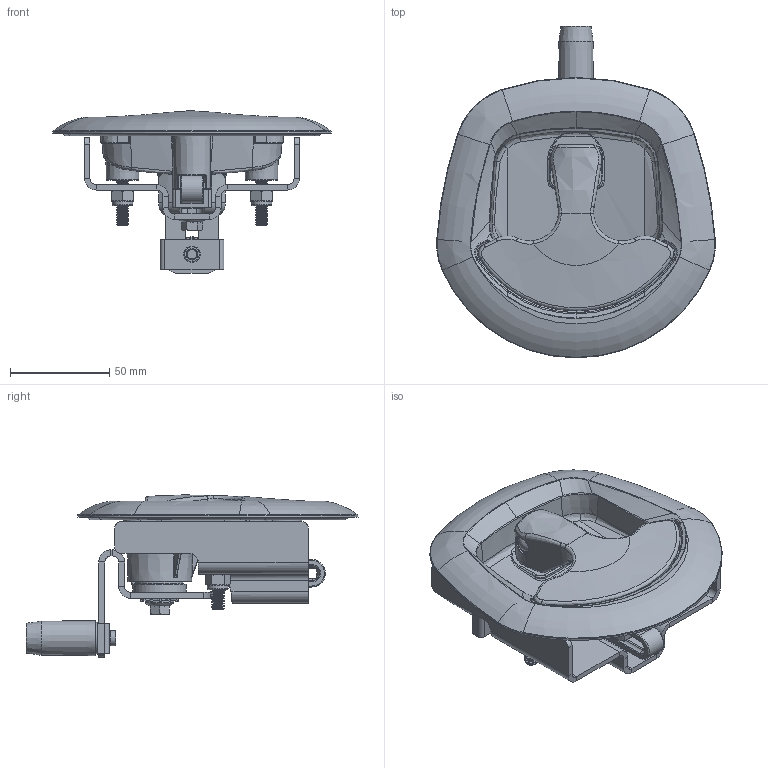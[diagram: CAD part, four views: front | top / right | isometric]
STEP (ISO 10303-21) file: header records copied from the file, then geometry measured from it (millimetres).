
FILE_DESCRIPTION(/* description */ ('KEY LOCKING SINGLE POINT COMPRESSION LATCH'),/* implementation_level */ '2;1');
FILE_NAME(/* name */ '28500.stp',/* time_stamp */ '2023-11-29T11:12:37-05:00',/* author */ ('dtinay'),/* organization */ ('Eberhard Manufacturing Company'),/* preprocessor_version */ 'ST-DEVELOPER v20',/* originating_system */ 'Autodesk Inventor 2024',/* authorisation */ '');
FILE_SCHEMA (('AUTOMOTIVE_DESIGN { 1 0 10303 214 3 1 1 }'));
Length unit declared in the file: inch
Products named in the file (31): 28500; 28500-1; 28500-1_1; 28500-28; 28500-55; 28500-4; 28500-2; 28500-20; 5661-SS16; 1-16800-17; 28500-20 ASSEMBLED; 28500-52; 28500-50; 28500-47; 1-28400-48; 62-240-11; 3-2500-7; 7-2500-8; 28400-18; 1-28500-6; 28500DB-5; 28500DB-5_1; 1-9010DB-5 O-RING; 16370; 28500-13; 28500-21SS; 28500-34; 28500-16; 16724; COUNTRY OF ORIGIN_BATCH CONTROL LABEL - 28500 SERIES; 28500-10
Assembly tree (32 placements, depth 4):
  28500
    28500-1
      28500-1_1
      28500-28  x2
    28500-55
      28500-4
      28500-2
      28500-20
      5661-SS16
      1-16800-17
      28500-20 ASSEMBLED
    28500-52
      28500-50
        28500-47
        1-28400-48
      62-240-11
      3-2500-7
      7-2500-8
      28400-18
    1-28500-6
    28500DB-5
      28500DB-5_1
      1-9010DB-5 O-RING
    16370  x2
    28500-13
    28500-21SS
    28500-34
    28500-16
    16724
    COUNTRY OF ORIGIN_BATCH CONTROL LABEL - 28500 SERIES
    28500-10
Bounding box: 140.07 x 166.96 x 81.76 mm (x, y, z)
Volume: 158404.6 mm3; surface area: 137650.2 mm2
Topology: 33 solids, 33 shells, 5398 faces, 13632 edges, 8397 vertices
Faces by surface type: plane 2319, bspline 1507, cylinder 762, torus 417, cone 240, sphere 153
Full cylindrical faces by diameter (mm): 2 x1, 3.493 x1, 3.759 x1, 4.286 x1, 4.483 x1, 4.699 x1, 4.7 x40, 4.775 x1, 4.826 x2, 4.978 x3, 5.004 x1, 5.842 x1, 6.223 x1, 6.35 x40, 7.137 x2, 7.468 x1, 7.595 x1, 7.849 x1, 8.331 x1, 10 x1, 10.43 x2, 10.922 x1, 11.201 x1, 11.557 x1, 12.662 x2, 12.8 x2, 13.891 x2, 14.224 x1, 15.875 x2, 15.9 x1
Entity records: 193250 total; most frequent: CARTESIAN_POINT 73480, ORIENTED_EDGE 26488, DIRECTION 21518, EDGE_CURVE 13244, VERTEX_POINT 8210, AXIS2_PLACEMENT_3D 7504, LINE 6510, VECTOR 6510
